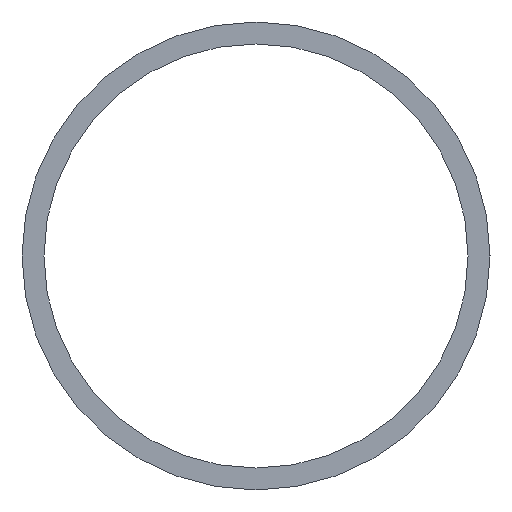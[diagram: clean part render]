
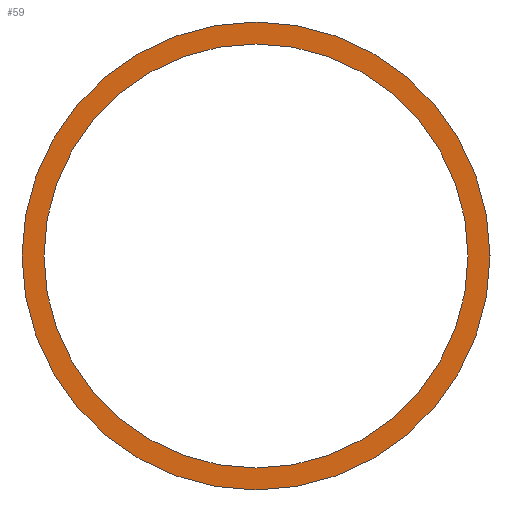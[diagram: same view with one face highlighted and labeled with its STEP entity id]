
A CAD part, left-side view. The second image highlights one B-rep face of the part: STEP entity #59.
In plain terms, the highlighted planar face has unit normal (-1, 0, 0).
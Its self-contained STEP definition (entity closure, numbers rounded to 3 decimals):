
#16=FACE_BOUND('',#25,.T.);
#20=FACE_OUTER_BOUND('',#24,.T.);
#24=EDGE_LOOP('',(#44));
#25=EDGE_LOOP('',(#45));
#32=CIRCLE('',#66,8.);
#33=CIRCLE('',#67,7.25);
#36=VERTEX_POINT('',#93);
#37=VERTEX_POINT('',#95);
#40=EDGE_CURVE('',#36,#36,#32,.T.);
#41=EDGE_CURVE('',#37,#37,#33,.T.);
#44=ORIENTED_EDGE('',*,*,#40,.F.);
#45=ORIENTED_EDGE('',*,*,#41,.F.);
#52=PLANE('',#65);
#59=ADVANCED_FACE('',(#20,#16),#52,.F.);
#65=AXIS2_PLACEMENT_3D('',#92,#75,#76);
#66=AXIS2_PLACEMENT_3D('',#94,#77,#78);
#67=AXIS2_PLACEMENT_3D('',#96,#79,#80);
#75=DIRECTION('center_axis',(1.,0.,0.));
#76=DIRECTION('ref_axis',(0.,0.,-1.));
#77=DIRECTION('center_axis',(1.,0.,0.));
#78=DIRECTION('ref_axis',(0.,-1.,0.));
#79=DIRECTION('center_axis',(-1.,0.,0.));
#80=DIRECTION('ref_axis',(0.,-1.,0.));
#92=CARTESIAN_POINT('Origin',(0.,0.,0.));
#93=CARTESIAN_POINT('',(0.,8.,0.));
#94=CARTESIAN_POINT('Origin',(0.,0.,0.));
#95=CARTESIAN_POINT('',(0.,7.25,0.));
#96=CARTESIAN_POINT('Origin',(0.,0.,0.));
